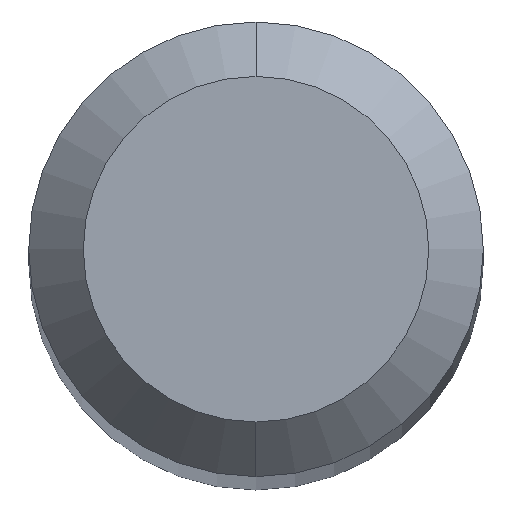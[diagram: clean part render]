
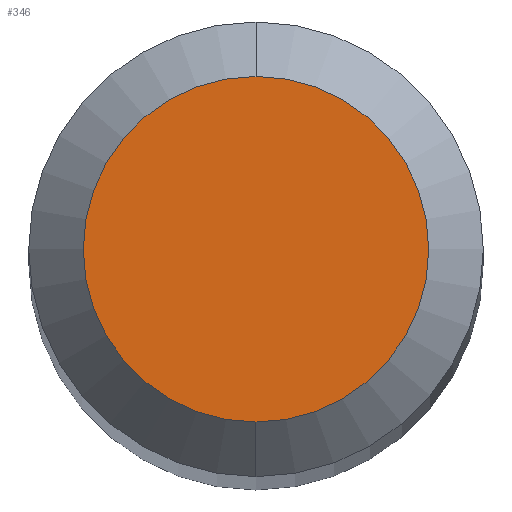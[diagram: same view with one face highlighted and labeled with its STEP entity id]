
A CAD part, top view. The second image highlights one B-rep face of the part: STEP entity #346.
In plain terms, the highlighted planar face has unit normal (0, 0, 1).
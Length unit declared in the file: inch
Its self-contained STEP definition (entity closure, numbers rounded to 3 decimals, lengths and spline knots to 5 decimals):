
#1 = CARTESIAN_POINT ( 'NONE',  ( 0., 0., 0. ) ) ;
#11 = ORIENTED_EDGE ( 'NONE', *, *, #500, .T. ) ;
#20 = ORIENTED_EDGE ( 'NONE', *, *, #464, .T. ) ;
#56 = CIRCLE ( 'NONE', #210, 0.0475 ) ;
#77 = DIRECTION ( 'NONE',  ( 0., -1., 0. ) ) ;
#80 = DIRECTION ( 'NONE',  ( 0., 0., 1. ) ) ;
#125 = EDGE_LOOP ( 'NONE', ( #11, #20 ) ) ;
#174 = DIRECTION ( 'NONE',  ( 0., -1., 0. ) ) ;
#184 = DIRECTION ( 'NONE',  ( 0., 0., 1. ) ) ;
#201 = DIRECTION ( 'NONE',  ( 0., 0., -1. ) ) ;
#210 = AXIS2_PLACEMENT_3D ( 'NONE', #1, #184, #77 ) ;
#254 = VERTEX_POINT ( 'NONE', #339 ) ;
#255 = AXIS2_PLACEMENT_3D ( 'NONE', #330, #201, #544 ) ;
#264 = CARTESIAN_POINT ( 'NONE',  ( 0., -0.0475, 0. ) ) ;
#330 = CARTESIAN_POINT ( 'NONE',  ( 0., 0.0475, 0. ) ) ;
#339 = CARTESIAN_POINT ( 'NONE',  ( 0., 0.0475, 0. ) ) ;
#345 = CIRCLE ( 'NONE', #453, 0.0475 ) ;
#346 = ADVANCED_FACE ( 'NONE', ( #497 ), #447, .F. ) ;
#447 = PLANE ( 'NONE',  #255 ) ;
#453 = AXIS2_PLACEMENT_3D ( 'NONE', #541, #80, #174 ) ;
#464 = EDGE_CURVE ( 'NONE', #511, #254, #56, .T. ) ;
#497 = FACE_OUTER_BOUND ( 'NONE', #125, .T. ) ;
#500 = EDGE_CURVE ( 'NONE', #254, #511, #345, .T. ) ;
#511 = VERTEX_POINT ( 'NONE', #264 ) ;
#541 = CARTESIAN_POINT ( 'NONE',  ( 0., 0., 0. ) ) ;
#544 = DIRECTION ( 'NONE',  ( 0., 1., 0. ) ) ;
